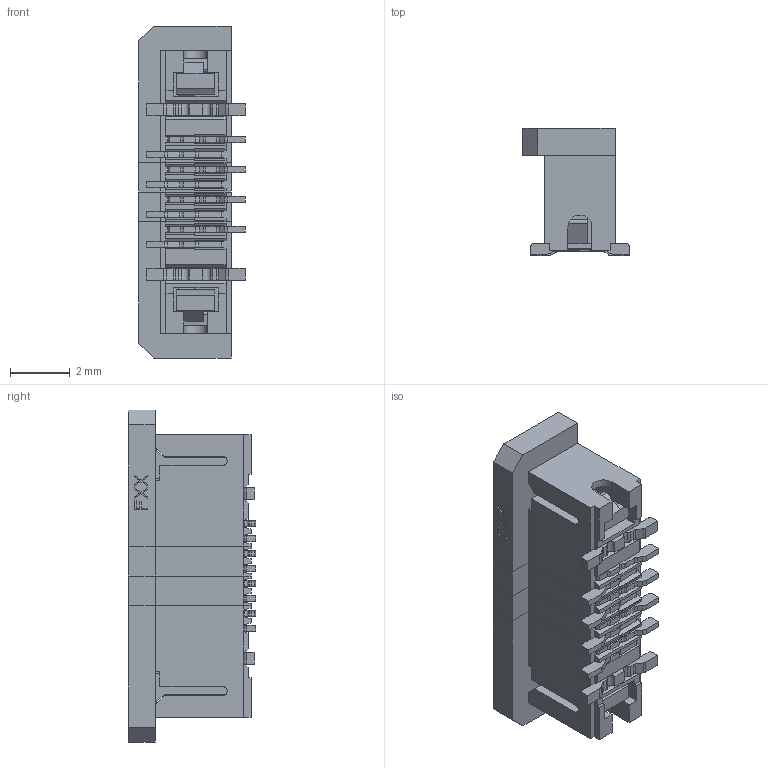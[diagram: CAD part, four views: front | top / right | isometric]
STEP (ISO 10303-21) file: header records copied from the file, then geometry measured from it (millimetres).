
FILE_DESCRIPTION((''),'2;1');
FILE_NAME('F31W_31Z_8PIN_ASM','2020-05-22T',('FSA12-PC'),(''),'CREO PARAMETRIC BY PTC INC, 2014500','CREO PARAMETRIC BY PTC INC, 2014500','');
FILE_SCHEMA(('AUTOMOTIVE_DESIGN { 1 0 10303 214 1 1 1 1 }'));
Length unit declared in the file: millimetre
Products named in the file (4): F314_336_31W_31Z_L; F314_336_31W_31Z_M; F314_336_31W_31Z_R_EVEN; F31W_31Z_8PIN_ASM
Assembly tree (4 placements, depth 2):
  F31W_31Z_8PIN_ASM
    F314_336_31W_31Z_L
    F314_336_31W_31Z_M  x2
    F314_336_31W_31Z_R_EVEN
Bounding box: 3.57 x 4.25 x 11.1 mm (x, y, z)
Volume: 84.1 mm3; surface area: 425.8 mm2
Topology: 4 solids, 4 shells, 936 faces, 2831 edges, 1884 vertices
Faces by surface type: plane 730, cylinder 206
Entity records: 26740 total; most frequent: CARTESIAN_POINT 4993, ORIENTED_EDGE 4748, DIRECTION 4194, EDGE_CURVE 2374, VECTOR 1990, LINE 1990, VERTEX_POINT 1578, AXIS2_PLACEMENT_3D 1102
